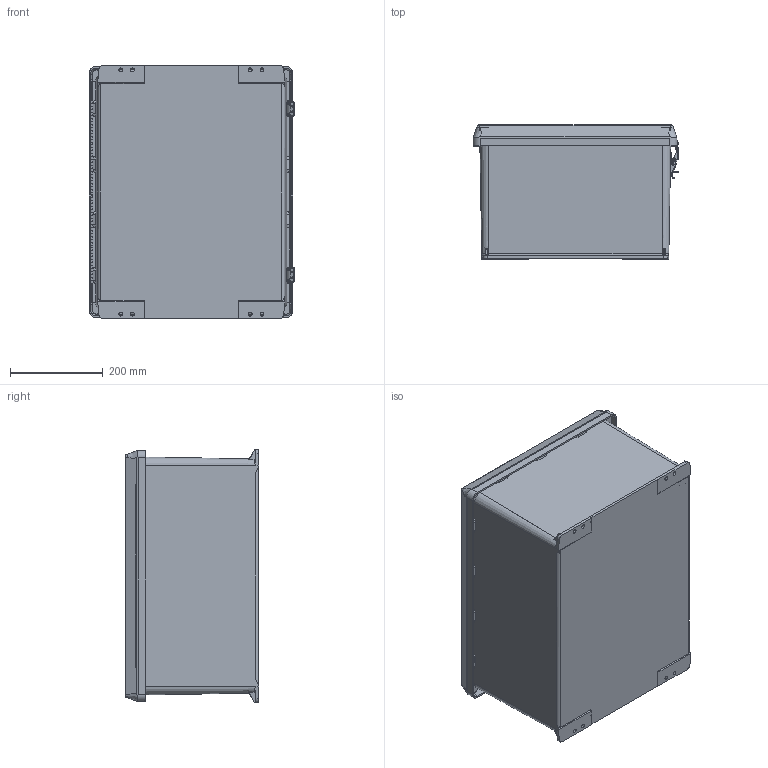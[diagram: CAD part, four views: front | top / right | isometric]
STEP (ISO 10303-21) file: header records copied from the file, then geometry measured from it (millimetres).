
FILE_DESCRIPTION (( 'STEP AP214' ), '1' );
FILE_NAME ('NB201611-KIT01.STEP', '2018-02-09T21:28:50', ( '' ), ( '' ), 'SwSTEP 2.0', 'SolidWorks 2017', '' );
FILE_SCHEMA (( 'AUTOMOTIVE_DESIGN' ));
Length unit declared in the file: inch
Products named in the file (9): XFS-0077; XFW-0002; 1BE04-050; NB201611-Hinge; NB201611-DoorClasp-1; NB201611-DoorClasp-2; NB201611-lid; NB201611-box; NB201611-KIT01
Assembly tree (17 placements, depth 2):
  NB201611-KIT01
    NB201611-box
    NB201611-lid
    NB201611-DoorClasp-2  x2
    NB201611-DoorClasp-1  x2
    NB201611-Hinge  x2
    1BE04-050
    XFW-0002  x4
    XFS-0077  x4
Bounding box: 444.09 x 288.72 x 546.1 mm (x, y, z)
Volume: 4694453.6 mm3; surface area: 2480232.1 mm2
Topology: 24 solids, 24 shells, 1601 faces, 4353 edges, 2822 vertices
Faces by surface type: plane 751, cylinder 602, cone 140, torus 68, bspline 40
Full cylindrical faces by diameter (mm): 3.15 x4, 3.175 x16, 3.302 x4, 4.064 x4, 5.588 x4, 6.35 x8, 7.493 x4, 8.128 x8, 9.296 x4, 9.525 x4, 11.024 x2
Entity records: 31643 total; most frequent: CARTESIAN_POINT 8804, ORIENTED_EDGE 4690, DIRECTION 4428, EDGE_CURVE 2345, VERTEX_POINT 1562, AXIS2_PLACEMENT_3D 1516, LINE 1396, VECTOR 1396
